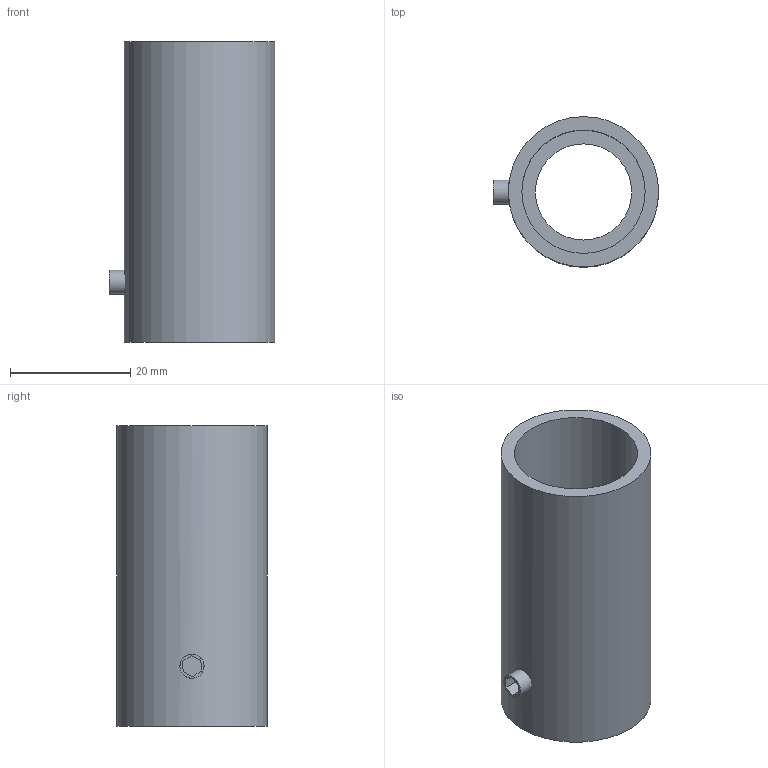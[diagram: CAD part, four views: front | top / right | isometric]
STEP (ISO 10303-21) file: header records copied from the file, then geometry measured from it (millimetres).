
FILE_DESCRIPTION((''),'2;1');
FILE_NAME('127241.stp','2020-02-26T10:37:34',('e.eickhoff'),(''),'Autodesk Inventor 2012','Autodesk Inventor 2012','');
FILE_SCHEMA(('AUTOMOTIVE_DESIGN { 1 0 10303 214 1 1 1 1 }'));
Length unit declared in the file: millimetre
Products named in the file (3): 127241; Schraube
Assembly tree (2 placements, depth 2):
  127241
    127241
    Schraube
Bounding box: 27.5 x 25 x 50 mm (x, y, z)
Volume: 10269.9 mm3; surface area: 7641.4 mm2
Topology: 2 solids, 2 shells, 20 faces, 38 edges, 25 vertices
Faces by surface type: plane 13, cylinder 6, cone 1
Full cylindrical faces by diameter (mm): 4 x2, 16 x1, 18 x1, 20.5 x1, 25 x1
Entity records: 657 total; most frequent: CARTESIAN_POINT 147, DIRECTION 90, ORIENTED_EDGE 62, AXIS2_PLACEMENT_3D 36, EDGE_LOOP 34, EDGE_CURVE 31, VERTEX_POINT 25, STYLED_ITEM 22
